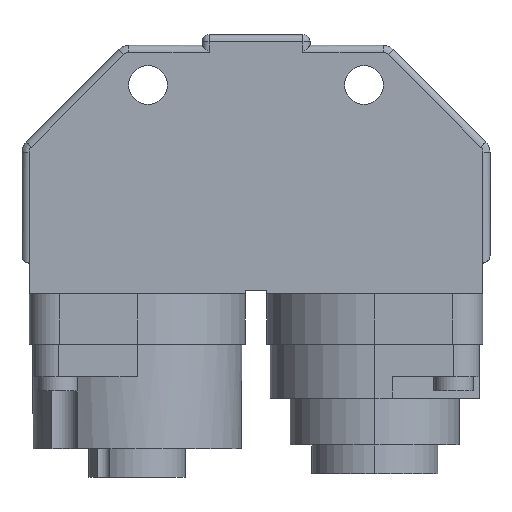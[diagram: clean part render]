
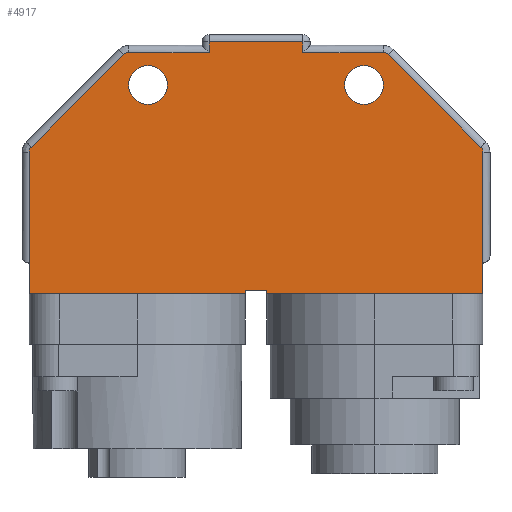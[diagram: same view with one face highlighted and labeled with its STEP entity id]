
A CAD part, front view. The second image highlights one B-rep face of the part: STEP entity #4917.
In plain terms, the highlighted planar face has unit normal (0, -1, 0).
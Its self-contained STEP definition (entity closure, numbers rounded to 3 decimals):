
#509=DIRECTION('',(1.,0.,0.));
#510=VECTOR('',#509,30.);
#511=CARTESIAN_POINT('',(1.5,0.,-0.5));
#512=LINE('',#511,#510);
#601=CARTESIAN_POINT('',(15.,0.,28.5));
#602=DIRECTION('',(0.,-1.,0.));
#603=DIRECTION('',(-1.,0.,0.));
#604=AXIS2_PLACEMENT_3D('',#601,#602,#603);
#609=CARTESIAN_POINT('',(15.,0.,28.5));
#610=DIRECTION('',(0.,-1.,0.));
#611=DIRECTION('',(1.,0.,0.));
#612=AXIS2_PLACEMENT_3D('',#609,#610,#611);
#617=CARTESIAN_POINT('',(-15.,0.,28.5));
#618=DIRECTION('',(0.,-1.,0.));
#619=DIRECTION('',(-1.,0.,0.));
#620=AXIS2_PLACEMENT_3D('',#617,#618,#619);
#625=CARTESIAN_POINT('',(-15.,0.,28.5));
#626=DIRECTION('',(0.,-1.,0.));
#627=DIRECTION('',(1.,0.,0.));
#628=AXIS2_PLACEMENT_3D('',#625,#626,#627);
#633=CARTESIAN_POINT('',(-30.5,0.,19.172));
#634=DIRECTION('',(0.,1.,0.));
#635=DIRECTION('',(-1.,0.,0.));
#636=AXIS2_PLACEMENT_3D('',#633,#634,#635);
#641=DIRECTION('',(0.707,0.,0.707));
#642=VECTOR('',#641,18.142);
#643=CARTESIAN_POINT('',(-31.207,0.,
19.879));
#644=LINE('',#643,#642);
#648=CARTESIAN_POINT('',(-17.672,0.,
32.));
#649=DIRECTION('',(0.,1.,0.));
#650=DIRECTION('',(-0.707,0.,0.707));
#651=AXIS2_PLACEMENT_3D('',#648,#649,#650);
#656=CARTESIAN_POINT('',(17.672,0.,32.));
#657=DIRECTION('',(0.,1.,0.));
#658=DIRECTION('',(0.,0.,1.));
#659=AXIS2_PLACEMENT_3D('',#656,#657,#658);
#664=DIRECTION('',(0.707,0.,-0.707));
#665=VECTOR('',#664,18.142);
#666=CARTESIAN_POINT('',(18.379,0.,32.707));
#667=LINE('',#666,#665);
#671=CARTESIAN_POINT('',(30.5,0.,19.172));
#672=DIRECTION('',(0.,1.,0.));
#673=DIRECTION('',(0.707,0.,0.707));
#674=AXIS2_PLACEMENT_3D('',#671,#672,#673);
#679=DIRECTION('',(0.,0.,-1.));
#680=VECTOR('',#679,4.254);
#681=CARTESIAN_POINT('',(31.5,0.,3.754));
#682=LINE('',#681,#680);
#686=DIRECTION('',(0.,0.,1.));
#687=VECTOR('',#686,0.508);
#688=CARTESIAN_POINT('',(1.5,0.,-0.5));
#689=LINE('',#688,#687);
#693=CARTESIAN_POINT('',(0.,0.,134.031));
#694=DIRECTION('',(0.,-1.,0.));
#695=DIRECTION('',(-0.011,0.,-1.));
#696=AXIS2_PLACEMENT_3D('',#693,#694,#695);
#701=DIRECTION('',(0.,0.,-1.));
#702=VECTOR('',#701,0.508);
#703=CARTESIAN_POINT('',(-1.5,0.,0.008));
#704=LINE('',#703,#702);
#708=DIRECTION('',(0.,0.,1.));
#709=VECTOR('',#708,4.254);
#710=CARTESIAN_POINT('',(-31.5,0.,-0.5));
#711=LINE('',#710,#709);
#1004=DIRECTION('',(0.,0.,1.));
#1005=VECTOR('',#1004,1.5);
#1006=CARTESIAN_POINT('',(6.5,0.,33.));
#1007=LINE('',#1006,#1005);
#1056=DIRECTION('',(-1.,0.,0.));
#1057=VECTOR('',#1056,13.);
#1058=CARTESIAN_POINT('',(6.5,0.,34.5));
#1059=LINE('',#1058,#1057);
#1193=DIRECTION('',(-1.,0.,0.));
#1194=VECTOR('',#1193,11.172);
#1195=CARTESIAN_POINT('',(-6.5,0.,33.));
#1196=LINE('',#1195,#1194);
#1262=DIRECTION('',(0.,0.,-1.));
#1263=VECTOR('',#1262,15.417);
#1264=CARTESIAN_POINT('',(-31.5,0.,
19.172));
#1265=LINE('',#1264,#1263);
#1303=CARTESIAN_POINT('',(-31.5,0.,3.754));
#1324=CARTESIAN_POINT('',(31.5,0.,3.754));
#1588=DIRECTION('',(0.,0.,1.));
#1589=VECTOR('',#1588,15.417);
#1590=CARTESIAN_POINT('',(31.5,0.,3.754));
#1591=LINE('',#1590,#1589);
#1657=DIRECTION('',(-1.,0.,0.));
#1658=VECTOR('',#1657,11.172);
#1659=CARTESIAN_POINT('',(17.672,0.,
33.));
#1660=LINE('',#1659,#1658);
#2035=DIRECTION('',(1.,0.,0.));
#2036=VECTOR('',#2035,30.);
#2037=CARTESIAN_POINT('',(-31.5,0.,-0.5));
#2038=LINE('',#2037,#2036);
#2300=DIRECTION('',(0.,0.,-1.));
#2301=VECTOR('',#2300,1.5);
#2302=CARTESIAN_POINT('',(-6.5,0.,34.5));
#2303=LINE('',#2302,#2301);
#3863=CARTESIAN_POINT('',(6.5,0.,33.));
#3864=CARTESIAN_POINT('',(6.5,0.,34.5));
#3865=VERTEX_POINT('',#3863);
#3866=VERTEX_POINT('',#3864);
#3867=CARTESIAN_POINT('',(17.672,0.,
33.));
#3868=VERTEX_POINT('',#3867);
#3869=CARTESIAN_POINT('',(18.379,0.,
32.707));
#3870=VERTEX_POINT('',#3869);
#3871=CARTESIAN_POINT('',(31.207,0.,
19.879));
#3872=VERTEX_POINT('',#3871);
#3873=CARTESIAN_POINT('',(31.5,0.,
19.172));
#3874=VERTEX_POINT('',#3873);
#3875=CARTESIAN_POINT('',(-31.5,0.,
19.172));
#3876=CARTESIAN_POINT('',(-31.207,0.,
19.879));
#3877=VERTEX_POINT('',#3875);
#3878=VERTEX_POINT('',#3876);
#3879=CARTESIAN_POINT('',(-18.379,0.,
32.707));
#3880=VERTEX_POINT('',#3879);
#3881=CARTESIAN_POINT('',(-17.672,0.,
33.));
#3882=VERTEX_POINT('',#3881);
#3883=CARTESIAN_POINT('',(-6.5,0.,33.));
#3884=VERTEX_POINT('',#3883);
#3885=CARTESIAN_POINT('',(-6.5,0.,34.5));
#3886=VERTEX_POINT('',#3885);
#3887=CARTESIAN_POINT('',(12.3,0.,28.5));
#3888=CARTESIAN_POINT('',(17.7,0.,28.5));
#3889=VERTEX_POINT('',#3887);
#3890=VERTEX_POINT('',#3888);
#3891=CARTESIAN_POINT('',(-17.7,0.,28.5));
#3892=CARTESIAN_POINT('',(-12.3,0.,28.5));
#3893=VERTEX_POINT('',#3891);
#3894=VERTEX_POINT('',#3892);
#4023=CARTESIAN_POINT('',(-1.5,0.,0.008));
#4024=CARTESIAN_POINT('',(1.5,0.,0.008));
#4025=VERTEX_POINT('',#4023);
#4026=VERTEX_POINT('',#4024);
#4027=CARTESIAN_POINT('',(-1.5,0.,-0.5));
#4028=VERTEX_POINT('',#4027);
#4029=CARTESIAN_POINT('',(1.5,0.,-0.5));
#4030=VERTEX_POINT('',#4029);
#4031=CARTESIAN_POINT('',(-31.5,0.,-0.5));
#4032=VERTEX_POINT('',#4031);
#4033=CARTESIAN_POINT('',(31.5,0.,-0.5));
#4034=VERTEX_POINT('',#4033);
#4047=VERTEX_POINT('',#1303);
#4060=VERTEX_POINT('',#1324);
#4861=CARTESIAN_POINT('',(0.,0.,0.));
#4862=DIRECTION('',(0.,1.,0.));
#4863=DIRECTION('',(1.,0.,0.));
#4864=AXIS2_PLACEMENT_3D('',#4861,#4862,#4863);
#4865=PLANE('',#4864);
#4867=ORIENTED_EDGE('',*,*,#4866,.F.);
#4869=ORIENTED_EDGE('',*,*,#4868,.T.);
#4871=ORIENTED_EDGE('',*,*,#4870,.T.);
#4873=ORIENTED_EDGE('',*,*,#4872,.T.);
#4875=ORIENTED_EDGE('',*,*,#4874,.F.);
#4877=ORIENTED_EDGE('',*,*,#4876,.F.);
#4879=ORIENTED_EDGE('',*,*,#4878,.F.);
#4881=ORIENTED_EDGE('',*,*,#4880,.F.);
#4883=ORIENTED_EDGE('',*,*,#4882,.F.);
#4885=ORIENTED_EDGE('',*,*,#4884,.T.);
#4887=ORIENTED_EDGE('',*,*,#4886,.T.);
#4889=ORIENTED_EDGE('',*,*,#4888,.T.);
#4891=ORIENTED_EDGE('',*,*,#4890,.F.);
#4892=ORIENTED_EDGE('',*,*,#4814,.T.);
#4893=ORIENTED_EDGE('',*,*,#4763,.F.);
#4894=ORIENTED_EDGE('',*,*,#4716,.T.);
#4896=ORIENTED_EDGE('',*,*,#4895,.F.);
#4898=ORIENTED_EDGE('',*,*,#4897,.T.);
#4900=ORIENTED_EDGE('',*,*,#4899,.F.);
#4902=ORIENTED_EDGE('',*,*,#4901,.T.);
#4903=EDGE_LOOP('',(#4867,#4869,#4871,#4873,#4875,#4877,#4879,#4881,#4883,#4885,
#4887,#4889,#4891,#4892,#4893,#4894,#4896,#4898,#4900,#4902));
#4904=FACE_OUTER_BOUND('',#4903,.F.);
#4906=ORIENTED_EDGE('',*,*,#4905,.T.);
#4908=ORIENTED_EDGE('',*,*,#4907,.T.);
#4909=EDGE_LOOP('',(#4906,#4908));
#4910=FACE_BOUND('',#4909,.F.);
#4912=ORIENTED_EDGE('',*,*,#4911,.T.);
#4914=ORIENTED_EDGE('',*,*,#4913,.T.);
#4915=EDGE_LOOP('',(#4912,#4914));
#4916=FACE_BOUND('',#4915,.F.);
#4917=ADVANCED_FACE('',(#4904,#4910,#4916),#4865,.F.);
#605=CIRCLE('',#604,2.7);
#613=CIRCLE('',#612,2.7);
#621=CIRCLE('',#620,2.7);
#629=CIRCLE('',#628,2.7);
#637=CIRCLE('',#636,1.);
#652=CIRCLE('',#651,1.);
#660=CIRCLE('',#659,1.);
#675=CIRCLE('',#674,1.);
#697=CIRCLE('',#696,134.031);
#4716=EDGE_CURVE('',#4030,#4026,#689,.T.);
#4763=EDGE_CURVE('',#4030,#4034,#512,.T.);
#4814=EDGE_CURVE('',#4060,#4034,#682,.T.);
#4866=EDGE_CURVE('',#3877,#4047,#1265,.T.);
#4868=EDGE_CURVE('',#3877,#3878,#637,.T.);
#4870=EDGE_CURVE('',#3878,#3880,#644,.T.);
#4872=EDGE_CURVE('',#3880,#3882,#652,.T.);
#4874=EDGE_CURVE('',#3884,#3882,#1196,.T.);
#4876=EDGE_CURVE('',#3886,#3884,#2303,.T.);
#4878=EDGE_CURVE('',#3866,#3886,#1059,.T.);
#4880=EDGE_CURVE('',#3865,#3866,#1007,.T.);
#4882=EDGE_CURVE('',#3868,#3865,#1660,.T.);
#4884=EDGE_CURVE('',#3868,#3870,#660,.T.);
#4886=EDGE_CURVE('',#3870,#3872,#667,.T.);
#4888=EDGE_CURVE('',#3872,#3874,#675,.T.);
#4890=EDGE_CURVE('',#4060,#3874,#1591,.T.);
#4895=EDGE_CURVE('',#4025,#4026,#697,.T.);
#4897=EDGE_CURVE('',#4025,#4028,#704,.T.);
#4899=EDGE_CURVE('',#4032,#4028,#2038,.T.);
#4901=EDGE_CURVE('',#4032,#4047,#711,.T.);
#4905=EDGE_CURVE('',#3893,#3894,#621,.T.);
#4907=EDGE_CURVE('',#3894,#3893,#629,.T.);
#4911=EDGE_CURVE('',#3889,#3890,#605,.T.);
#4913=EDGE_CURVE('',#3890,#3889,#613,.T.);
